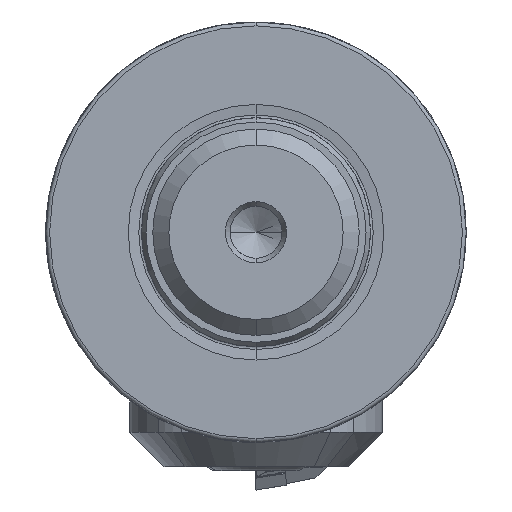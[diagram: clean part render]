
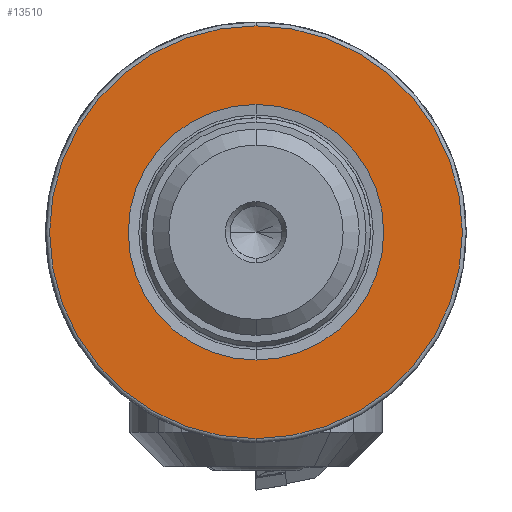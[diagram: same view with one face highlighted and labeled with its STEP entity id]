
A CAD part, left-side view. The second image highlights one B-rep face of the part: STEP entity #13510.
In plain terms, the highlighted planar face has unit normal (-1, 0, 0).
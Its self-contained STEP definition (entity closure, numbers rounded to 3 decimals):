
#1692 = DIRECTION ( 'NONE',  ( 0., 0., -1. ) ) ;
#1775 = CARTESIAN_POINT ( 'NONE',  ( 0., 16.715, 0. ) ) ;
#2092 = AXIS2_PLACEMENT_3D ( 'NONE', #7710, #24056, #10048 ) ;
#2213 = VERTEX_POINT ( 'NONE', #21709 ) ;
#2217 = CIRCLE ( 'NONE', #2092, 16.715 ) ;
#2400 = AXIS2_PLACEMENT_3D ( 'NONE', #1775, #4104, #20466 ) ;
#4104 = DIRECTION ( 'NONE',  ( -1., 0., 0. ) ) ;
#4439 = CIRCLE ( 'NONE', #17540, 16.715 ) ;
#4446 = FACE_BOUND ( 'NONE', #27240, .T. ) ;
#4556 = CARTESIAN_POINT ( 'NONE',  ( 0., 0., -27. ) ) ;
#5914 = ORIENTED_EDGE ( 'NONE', *, *, #28005, .T. ) ;
#7367 = ORIENTED_EDGE ( 'NONE', *, *, #26545, .T. ) ;
#7710 = CARTESIAN_POINT ( 'NONE',  ( 0., 0., 0. ) ) ;
#8491 = AXIS2_PLACEMENT_3D ( 'NONE', #8950, #25325, #11307 ) ;
#8950 = CARTESIAN_POINT ( 'NONE',  ( 0., 0., 0. ) ) ;
#9228 = AXIS2_PLACEMENT_3D ( 'NONE', #24455, #10440, #26860 ) ;
#9541 = VERTEX_POINT ( 'NONE', #18286 ) ;
#10048 = DIRECTION ( 'NONE',  ( 0., 0., -1. ) ) ;
#10440 = DIRECTION ( 'NONE',  ( 1., 0., 0. ) ) ;
#10651 = FACE_OUTER_BOUND ( 'NONE', #19595, .T. ) ;
#11307 = DIRECTION ( 'NONE',  ( 0., 0., -1. ) ) ;
#11549 = EDGE_CURVE ( 'NONE', #11621, #26589, #29379, .T. ) ;
#11621 = VERTEX_POINT ( 'NONE', #4556 ) ;
#13350 = EDGE_CURVE ( 'NONE', #26589, #11621, #26816, .T. ) ;
#13510 = ADVANCED_FACE ( 'NONE', ( #4446, #10651 ), #20358, .T. ) ;
#15692 = DIRECTION ( 'NONE',  ( 1., 0., 0. ) ) ;
#15807 = CARTESIAN_POINT ( 'NONE',  ( 0., 0., 27. ) ) ;
#17540 = AXIS2_PLACEMENT_3D ( 'NONE', #29731, #15692, #1692 ) ;
#18004 = ORIENTED_EDGE ( 'NONE', *, *, #11549, .F. ) ;
#18286 = CARTESIAN_POINT ( 'NONE',  ( 0., 0., 16.715 ) ) ;
#19595 = EDGE_LOOP ( 'NONE', ( #18004, #29892 ) ) ;
#20358 = PLANE ( 'NONE',  #2400 ) ;
#20466 = DIRECTION ( 'NONE',  ( 0., 0., 1. ) ) ;
#21709 = CARTESIAN_POINT ( 'NONE',  ( 0., 0., -16.715 ) ) ;
#24056 = DIRECTION ( 'NONE',  ( 1., 0., 0. ) ) ;
#24455 = CARTESIAN_POINT ( 'NONE',  ( 0., 0., 0. ) ) ;
#25325 = DIRECTION ( 'NONE',  ( 1., 0., 0. ) ) ;
#26545 = EDGE_CURVE ( 'NONE', #2213, #9541, #4439, .T. ) ;
#26589 = VERTEX_POINT ( 'NONE', #15807 ) ;
#26816 = CIRCLE ( 'NONE', #9228, 27. ) ;
#26860 = DIRECTION ( 'NONE',  ( 0., 0., -1. ) ) ;
#27240 = EDGE_LOOP ( 'NONE', ( #5914, #7367 ) ) ;
#28005 = EDGE_CURVE ( 'NONE', #9541, #2213, #2217, .T. ) ;
#29379 = CIRCLE ( 'NONE', #8491, 27. ) ;
#29731 = CARTESIAN_POINT ( 'NONE',  ( 0., 0., 0. ) ) ;
#29892 = ORIENTED_EDGE ( 'NONE', *, *, #13350, .F. ) ;
